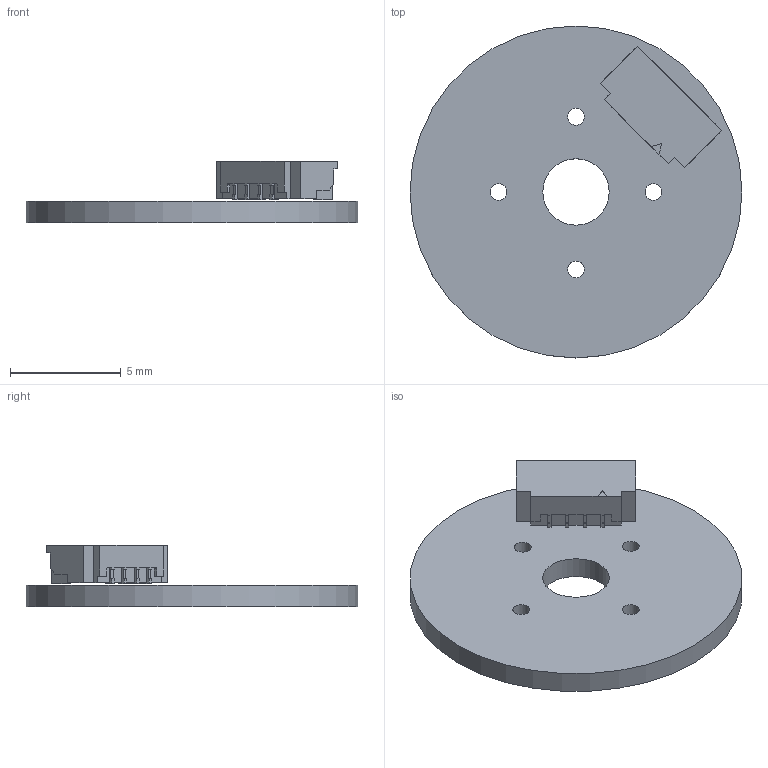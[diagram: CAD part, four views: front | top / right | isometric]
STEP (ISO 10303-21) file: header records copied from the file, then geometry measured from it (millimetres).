
FILE_DESCRIPTION(('KiCad electronic assembly'),'2;1');
FILE_NAME('z1-encoder-passthrough-pcb.step','2025-11-25T18:24:46',( 'Pcbnew'),('Kicad'),'Open CASCADE STEP processor 7.7', 'KiCad to STEP converter','Unknown');
FILE_SCHEMA(('AUTOMOTIVE_DESIGN { 1 0 10303 214 1 1 1 1 }'));
Length unit declared in the file: millimetre
Products named in the file (4): z1-encoder-passthrough-pcb 1; DF52-4S-0.8H; SOLID; z1-encoder-passthrough-pcb PCB
Assembly tree (3 placements, depth 3):
  z1-encoder-passthrough-pcb 1
    DF52-4S-0.8H
      SOLID
    z1-encoder-passthrough-pcb PCB
Bounding box: 15 x 15 x 2.78 mm (x, y, z)
Volume: 187.3 mm3; surface area: 463.1 mm2
Topology: 2 solids, 2 shells, 130 faces, 375 edges, 250 vertices
Faces by surface type: plane 118, cylinder 12
Full cylindrical faces by diameter (mm): 0.762 x4, 3 x1, 15 x1
Entity records: 9225 total; most frequent: CARTESIAN_POINT 1575, DIRECTION 1406, LINE 1077, VECTOR 1077, ORIENTED_EDGE 750, PCURVE 750, DEFINITIONAL_REPRESENTATION 750, EDGE_CURVE 375
